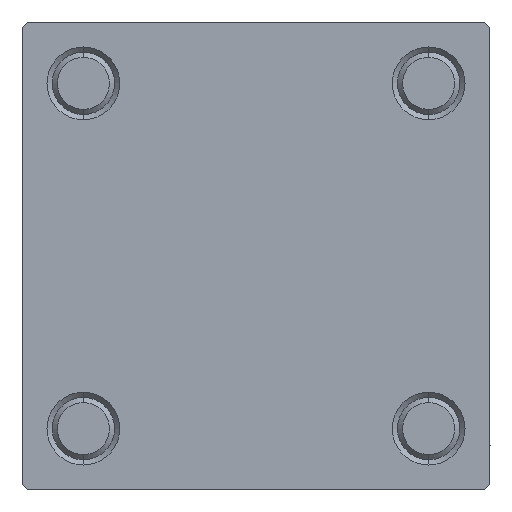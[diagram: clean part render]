
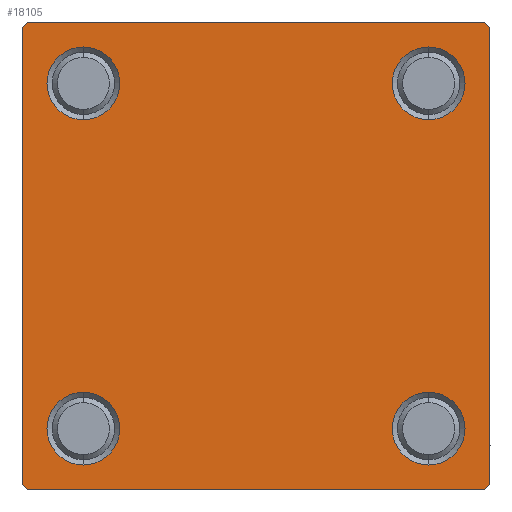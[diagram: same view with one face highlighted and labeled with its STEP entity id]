
A CAD part, left-side view. The second image highlights one B-rep face of the part: STEP entity #18105.
In plain terms, the highlighted planar face has unit normal (-1, 0, 0).
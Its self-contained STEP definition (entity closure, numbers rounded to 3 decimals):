
#16 = LINE ( 'NONE', #45819, #7312 ) ;
#860 = ORIENTED_EDGE ( 'NONE', *, *, #7708, .T. ) ;
#1878 = VERTEX_POINT ( 'NONE', #11133 ) ;
#2032 = CIRCLE ( 'NONE', #35863, 3.5 ) ;
#2157 = CARTESIAN_POINT ( 'NONE',  ( 0., -22., -22.5 ) ) ;
#2176 = CARTESIAN_POINT ( 'NONE',  ( 0., -16.6, -16.6 ) ) ;
#2380 = EDGE_CURVE ( 'NONE', #15629, #47454, #4339, .T. ) ;
#2417 = DIRECTION ( 'NONE',  ( 1., 0., 0. ) ) ;
#2423 = FACE_BOUND ( 'NONE', #17686, .T. ) ;
#2814 = ORIENTED_EDGE ( 'NONE', *, *, #35779, .T. ) ;
#3059 = CARTESIAN_POINT ( 'NONE',  ( 0., 16.6, 16.6 ) ) ;
#3105 = VERTEX_POINT ( 'NONE', #2157 ) ;
#3769 = DIRECTION ( 'NONE',  ( 1., 0., 0. ) ) ;
#3785 = EDGE_CURVE ( 'NONE', #24811, #25231, #43798, .T. ) ;
#4008 = EDGE_LOOP ( 'NONE', ( #2814, #37879 ) ) ;
#4030 = CARTESIAN_POINT ( 'NONE',  ( 0., -22.5, -22. ) ) ;
#4339 = CIRCLE ( 'NONE', #13216, 3.5 ) ;
#4813 = DIRECTION ( 'NONE',  ( 0., 0., 1. ) ) ;
#5200 = VERTEX_POINT ( 'NONE', #33643 ) ;
#5213 = ORIENTED_EDGE ( 'NONE', *, *, #22197, .T. ) ;
#5421 = CIRCLE ( 'NONE', #33739, 3.5 ) ;
#5699 = CARTESIAN_POINT ( 'NONE',  ( 0., 0., 0. ) ) ;
#5786 = AXIS2_PLACEMENT_3D ( 'NONE', #27150, #38795, #38550 ) ;
#6262 = DIRECTION ( 'NONE',  ( 0., 0., 1. ) ) ;
#6335 = VERTEX_POINT ( 'NONE', #28738 ) ;
#6388 = EDGE_CURVE ( 'NONE', #35454, #31108, #16613, .T. ) ;
#6967 = LINE ( 'NONE', #41133, #31974 ) ;
#7021 = EDGE_LOOP ( 'NONE', ( #25888, #43866 ) ) ;
#7102 = DIRECTION ( 'NONE',  ( 0., -0.707, -0.707 ) ) ;
#7312 = VECTOR ( 'NONE', #7102, 1000. ) ;
#7708 = EDGE_CURVE ( 'NONE', #42570, #20579, #45650, .T. ) ;
#8230 = CARTESIAN_POINT ( 'NONE',  ( 0., -16.6, -13.1 ) ) ;
#8477 = LINE ( 'NONE', #31266, #45900 ) ;
#8614 = DIRECTION ( 'NONE',  ( 1., 0., 0. ) ) ;
#9109 = CARTESIAN_POINT ( 'NONE',  ( 0., -16.6, 16.6 ) ) ;
#9502 = FACE_OUTER_BOUND ( 'NONE', #26007, .T. ) ;
#10500 = VECTOR ( 'NONE', #30000, 1000. ) ;
#10517 = LINE ( 'NONE', #18607, #10500 ) ;
#11004 = CARTESIAN_POINT ( 'NONE',  ( 0., -16.6, 20.1 ) ) ;
#11133 = CARTESIAN_POINT ( 'NONE',  ( 0., 16.6, 20.1 ) ) ;
#11382 = EDGE_CURVE ( 'NONE', #6335, #42570, #8477, .T. ) ;
#11841 = CARTESIAN_POINT ( 'NONE',  ( 0., -16.6, -16.6 ) ) ;
#12797 = FACE_BOUND ( 'NONE', #27558, .T. ) ;
#12855 = ORIENTED_EDGE ( 'NONE', *, *, #45807, .T. ) ;
#13043 = FACE_BOUND ( 'NONE', #7021, .T. ) ;
#13216 = AXIS2_PLACEMENT_3D ( 'NONE', #9109, #8614, #4813 ) ;
#14316 = DIRECTION ( 'NONE',  ( 0., 0., 1. ) ) ;
#15073 = DIRECTION ( 'NONE',  ( 0., -1., 0. ) ) ;
#15629 = VERTEX_POINT ( 'NONE', #11004 ) ;
#16613 = CIRCLE ( 'NONE', #28713, 3.5 ) ;
#17214 = ORIENTED_EDGE ( 'NONE', *, *, #19907, .F. ) ;
#17686 = EDGE_LOOP ( 'NONE', ( #32369, #41068 ) ) ;
#18105 = ADVANCED_FACE ( 'NONE', ( #13043, #2423, #12797, #39851, #9502 ), #48216, .T. ) ;
#18607 = CARTESIAN_POINT ( 'NONE',  ( 0., -22.5, 22.5 ) ) ;
#18610 = CARTESIAN_POINT ( 'NONE',  ( 0., 16.6, -16.6 ) ) ;
#18754 = CIRCLE ( 'NONE', #5786, 3.5 ) ;
#19127 = ORIENTED_EDGE ( 'NONE', *, *, #11382, .T. ) ;
#19201 = DIRECTION ( 'NONE',  ( 0., 0., 1. ) ) ;
#19593 = CARTESIAN_POINT ( 'NONE',  ( 0., 16.6, 13.1 ) ) ;
#19907 = EDGE_CURVE ( 'NONE', #24811, #25113, #10517, .T. ) ;
#20504 = CARTESIAN_POINT ( 'NONE',  ( 0., -16.6, -20.1 ) ) ;
#20579 = VERTEX_POINT ( 'NONE', #38648 ) ;
#20993 = ORIENTED_EDGE ( 'NONE', *, *, #23404, .T. ) ;
#21575 = ORIENTED_EDGE ( 'NONE', *, *, #3785, .T. ) ;
#21637 = DIRECTION ( 'NONE',  ( 0., 0., 1. ) ) ;
#21945 = CARTESIAN_POINT ( 'NONE',  ( 0., 22., -22.5 ) ) ;
#22159 = DIRECTION ( 'NONE',  ( 0., 0., 1. ) ) ;
#22197 = EDGE_CURVE ( 'NONE', #20579, #44315, #16, .T. ) ;
#23404 = EDGE_CURVE ( 'NONE', #3105, #25113, #37690, .T. ) ;
#24811 = VERTEX_POINT ( 'NONE', #48965 ) ;
#25113 = VERTEX_POINT ( 'NONE', #4030 ) ;
#25231 = VERTEX_POINT ( 'NONE', #47506 ) ;
#25888 = ORIENTED_EDGE ( 'NONE', *, *, #2380, .T. ) ;
#26007 = EDGE_LOOP ( 'NONE', ( #860, #5213, #36525, #20993, #17214, #21575, #32985, #19127 ) ) ;
#26368 = VECTOR ( 'NONE', #41854, 1000. ) ;
#26399 = EDGE_CURVE ( 'NONE', #47454, #15629, #18754, .T. ) ;
#26427 = CARTESIAN_POINT ( 'NONE',  ( 0., 22.5, 22.5 ) ) ;
#27150 = CARTESIAN_POINT ( 'NONE',  ( 0., -16.6, 16.6 ) ) ;
#27558 = EDGE_LOOP ( 'NONE', ( #38120, #12855 ) ) ;
#28354 = CARTESIAN_POINT ( 'NONE',  ( 0., -22.25, 22.25 ) ) ;
#28475 = DIRECTION ( 'NONE',  ( -1., 0., 0. ) ) ;
#28713 = AXIS2_PLACEMENT_3D ( 'NONE', #2176, #38122, #22159 ) ;
#28714 = EDGE_CURVE ( 'NONE', #34754, #5200, #45483, .T. ) ;
#28738 = CARTESIAN_POINT ( 'NONE',  ( 0., 22., 22.5 ) ) ;
#29008 = AXIS2_PLACEMENT_3D ( 'NONE', #5699, #28475, #21637 ) ;
#29227 = CARTESIAN_POINT ( 'NONE',  ( 0., 22.5, 22.5 ) ) ;
#30000 = DIRECTION ( 'NONE',  ( 0., 0., -1. ) ) ;
#31085 = VECTOR ( 'NONE', #39743, 1000. ) ;
#31108 = VERTEX_POINT ( 'NONE', #8230 ) ;
#31266 = CARTESIAN_POINT ( 'NONE',  ( 0., 22.25, 22.25 ) ) ;
#31796 = DIRECTION ( 'NONE',  ( 1., 0., 0. ) ) ;
#31974 = VECTOR ( 'NONE', #15073, 1000. ) ;
#32369 = ORIENTED_EDGE ( 'NONE', *, *, #37364, .T. ) ;
#32583 = DIRECTION ( 'NONE',  ( 1., 0., 0. ) ) ;
#32792 = CARTESIAN_POINT ( 'NONE',  ( 0., 16.6, -13.1 ) ) ;
#32985 = ORIENTED_EDGE ( 'NONE', *, *, #47403, .F. ) ;
#33285 = LINE ( 'NONE', #29227, #36232 ) ;
#33380 = AXIS2_PLACEMENT_3D ( 'NONE', #18610, #2417, #14316 ) ;
#33643 = CARTESIAN_POINT ( 'NONE',  ( 0., 16.6, -20.1 ) ) ;
#33739 = AXIS2_PLACEMENT_3D ( 'NONE', #41190, #32583, #6262 ) ;
#34685 = DIRECTION ( 'NONE',  ( 0., 0., 1. ) ) ;
#34754 = VERTEX_POINT ( 'NONE', #32792 ) ;
#35454 = VERTEX_POINT ( 'NONE', #20504 ) ;
#35779 = EDGE_CURVE ( 'NONE', #1878, #39424, #2032, .T. ) ;
#35863 = AXIS2_PLACEMENT_3D ( 'NONE', #3059, #45817, #34685 ) ;
#36232 = VECTOR ( 'NONE', #44663, 1000. ) ;
#36525 = ORIENTED_EDGE ( 'NONE', *, *, #40325, .T. ) ;
#37364 = EDGE_CURVE ( 'NONE', #31108, #35454, #37567, .T. ) ;
#37567 = CIRCLE ( 'NONE', #41609, 3.5 ) ;
#37690 = LINE ( 'NONE', #49332, #43698 ) ;
#37879 = ORIENTED_EDGE ( 'NONE', *, *, #44425, .T. ) ;
#38120 = ORIENTED_EDGE ( 'NONE', *, *, #28714, .T. ) ;
#38122 = DIRECTION ( 'NONE',  ( 1., 0., 0. ) ) ;
#38550 = DIRECTION ( 'NONE',  ( 0., 0., 1. ) ) ;
#38604 = AXIS2_PLACEMENT_3D ( 'NONE', #42223, #3769, #19201 ) ;
#38616 = DIRECTION ( 'NONE',  ( 0., 0.707, -0.707 ) ) ;
#38648 = CARTESIAN_POINT ( 'NONE',  ( 0., 22.5, -22. ) ) ;
#38795 = DIRECTION ( 'NONE',  ( 1., 0., 0. ) ) ;
#39424 = VERTEX_POINT ( 'NONE', #19593 ) ;
#39743 = DIRECTION ( 'NONE',  ( 0., 0.707, 0.707 ) ) ;
#39851 = FACE_BOUND ( 'NONE', #4008, .T. ) ;
#40325 = EDGE_CURVE ( 'NONE', #44315, #3105, #6967, .T. ) ;
#41068 = ORIENTED_EDGE ( 'NONE', *, *, #6388, .T. ) ;
#41133 = CARTESIAN_POINT ( 'NONE',  ( 0., 22.5, -22.5 ) ) ;
#41190 = CARTESIAN_POINT ( 'NONE',  ( 0., 16.6, 16.6 ) ) ;
#41609 = AXIS2_PLACEMENT_3D ( 'NONE', #11841, #31796, #43191 ) ;
#41854 = DIRECTION ( 'NONE',  ( 0., 0., -1. ) ) ;
#42223 = CARTESIAN_POINT ( 'NONE',  ( 0., 16.6, -16.6 ) ) ;
#42225 = DIRECTION ( 'NONE',  ( 0., -0.707, 0.707 ) ) ;
#42570 = VERTEX_POINT ( 'NONE', #44231 ) ;
#43191 = DIRECTION ( 'NONE',  ( 0., 0., 1. ) ) ;
#43698 = VECTOR ( 'NONE', #42225, 1000. ) ;
#43798 = LINE ( 'NONE', #28354, #31085 ) ;
#43866 = ORIENTED_EDGE ( 'NONE', *, *, #26399, .T. ) ;
#44231 = CARTESIAN_POINT ( 'NONE',  ( 0., 22.5, 22. ) ) ;
#44315 = VERTEX_POINT ( 'NONE', #21945 ) ;
#44425 = EDGE_CURVE ( 'NONE', #39424, #1878, #5421, .T. ) ;
#44663 = DIRECTION ( 'NONE',  ( 0., -1., 0. ) ) ;
#45483 = CIRCLE ( 'NONE', #33380, 3.5 ) ;
#45650 = LINE ( 'NONE', #26427, #26368 ) ;
#45807 = EDGE_CURVE ( 'NONE', #5200, #34754, #49113, .T. ) ;
#45817 = DIRECTION ( 'NONE',  ( 1., 0., 0. ) ) ;
#45819 = CARTESIAN_POINT ( 'NONE',  ( 0., 22.25, -22.25 ) ) ;
#45900 = VECTOR ( 'NONE', #38616, 1000. ) ;
#47403 = EDGE_CURVE ( 'NONE', #6335, #25231, #33285, .T. ) ;
#47454 = VERTEX_POINT ( 'NONE', #48203 ) ;
#47506 = CARTESIAN_POINT ( 'NONE',  ( 0., -22., 22.5 ) ) ;
#48203 = CARTESIAN_POINT ( 'NONE',  ( 0., -16.6, 13.1 ) ) ;
#48216 = PLANE ( 'NONE',  #29008 ) ;
#48965 = CARTESIAN_POINT ( 'NONE',  ( 0., -22.5, 22. ) ) ;
#49113 = CIRCLE ( 'NONE', #38604, 3.5 ) ;
#49332 = CARTESIAN_POINT ( 'NONE',  ( 0., -22.25, -22.25 ) ) ;
